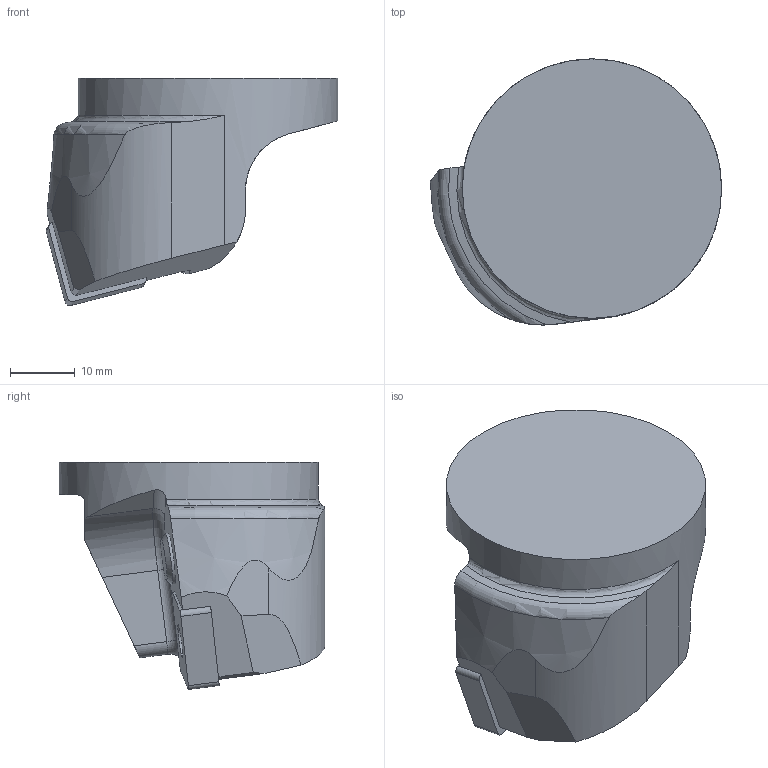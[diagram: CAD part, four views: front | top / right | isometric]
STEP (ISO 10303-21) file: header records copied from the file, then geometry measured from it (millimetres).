
FILE_DESCRIPTION(/* description */ (''),/* implementation_level */ '2;1');
FILE_NAME(/* name */ '1642251448339.stp',/* time_stamp */ '2022-01-15T18:28:06+06:00',/* author */ (''),/* organization */ ('SMS'),/* preprocessor_version */ 'ST-DEVELOPER v16.7',/* originating_system */ 'SIEMENS PLM Software NX 12.0',/* authorisation */ '');
FILE_SCHEMA (('AUTOMOTIVE_DESIGN { 1 0 10303 214 3 1 1 1 }'));
Length unit declared in the file: millimetre
Products named in the file (4): ASSEMBLY_CONSTRUCTION; 203906322mod000_00; IsoTurningInsert; 203906323mod000_00
Assembly tree (3 placements, depth 2):
  203906323mod000_00
    IsoTurningInsert
    203906322mod000_00
    ASSEMBLY_CONSTRUCTION
Bounding box: 44.92 x 41 x 35 mm (x, y, z)
Volume: 26146.4 mm3; surface area: 6505.8 mm2
Topology: 2 solids, 2 shells, 50 faces, 131 edges, 94 vertices
Faces by surface type: plane 26, cylinder 17, torus 4, cone 3
Full cylindrical faces by diameter (mm): 5.156 x2, 8 x1, 40 x1
Entity records: 1868 total; most frequent: CARTESIAN_POINT 473, DIRECTION 272, ORIENTED_EDGE 244, EDGE_CURVE 122, AXIS2_PLACEMENT_3D 106, VERTEX_POINT 83, LINE 60, VECTOR 60
